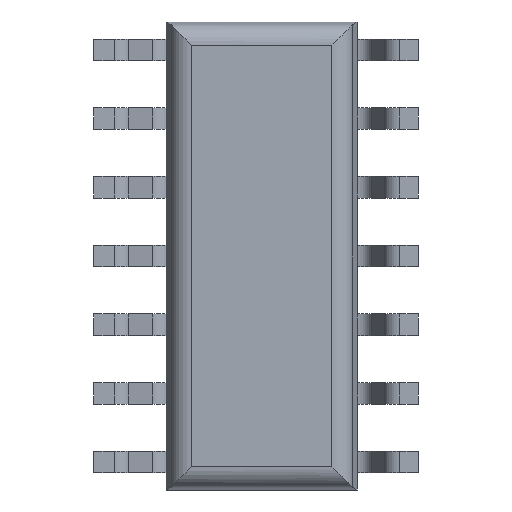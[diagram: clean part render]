
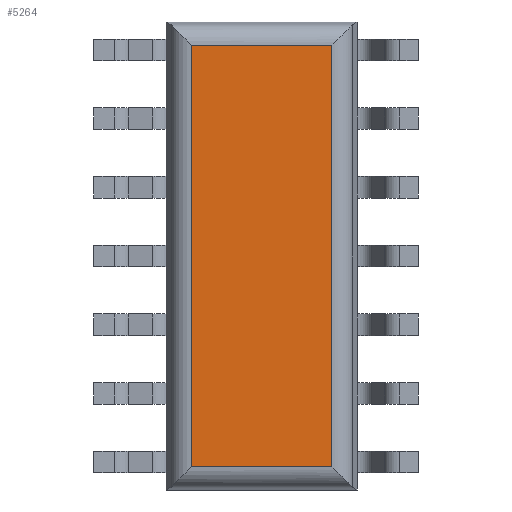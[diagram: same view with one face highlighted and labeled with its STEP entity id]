
A CAD part, front view. The second image highlights one B-rep face of the part: STEP entity #5264.
In plain terms, the highlighted planar face has unit normal (0, -1, 0).
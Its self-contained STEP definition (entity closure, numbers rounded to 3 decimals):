
#58 = LINE ( 'NONE', #3609, #3198 ) ;
#92 = DIRECTION ( 'NONE',  ( 0., 0., -1. ) ) ;
#181 = CARTESIAN_POINT ( 'NONE',  ( -61.818, 0.533, -7.505 ) ) ;
#442 = VERTEX_POINT ( 'NONE', #2445 ) ;
#474 = LINE ( 'NONE', #2645, #3105 ) ;
#1131 = LINE ( 'NONE', #2931, #3438 ) ;
#1311 = VECTOR ( 'NONE', #4527, 1000. ) ;
#1446 = EDGE_LOOP ( 'NONE', ( #3788, #4040, #5511, #1848 ) ) ;
#1628 = CARTESIAN_POINT ( 'NONE',  ( -59.222, 0.533, 0.285 ) ) ;
#1710 = DIRECTION ( 'NONE',  ( 0., 0., -1. ) ) ;
#1848 = ORIENTED_EDGE ( 'NONE', *, *, #3422, .T. ) ;
#2445 = CARTESIAN_POINT ( 'NONE',  ( -61.818, 0.533, 0.285 ) ) ;
#2570 = DIRECTION ( 'NONE',  ( 0., 0., 1. ) ) ;
#2621 = VERTEX_POINT ( 'NONE', #5797 ) ;
#2645 = CARTESIAN_POINT ( 'NONE',  ( -61.818, 0.533, 0. ) ) ;
#2726 = AXIS2_PLACEMENT_3D ( 'NONE', #3258, #3767, #92 ) ;
#2931 = CARTESIAN_POINT ( 'NONE',  ( -59.222, 0.533, 0. ) ) ;
#2978 = EDGE_CURVE ( 'NONE', #2621, #5393, #1131, .T. ) ;
#3105 = VECTOR ( 'NONE', #1710, 1000. ) ;
#3198 = VECTOR ( 'NONE', #4530, 1000. ) ;
#3258 = CARTESIAN_POINT ( 'NONE',  ( 0., 0.533, 0. ) ) ;
#3422 = EDGE_CURVE ( 'NONE', #442, #4451, #474, .T. ) ;
#3438 = VECTOR ( 'NONE', #2570, 1000. ) ;
#3609 = CARTESIAN_POINT ( 'NONE',  ( 0., 0.533, 0.285 ) ) ;
#3675 = FACE_OUTER_BOUND ( 'NONE', #1446, .T. ) ;
#3767 = DIRECTION ( 'NONE',  ( 0., -1., 0. ) ) ;
#3788 = ORIENTED_EDGE ( 'NONE', *, *, #3952, .T. ) ;
#3952 = EDGE_CURVE ( 'NONE', #4451, #2621, #5535, .T. ) ;
#4040 = ORIENTED_EDGE ( 'NONE', *, *, #2978, .T. ) ;
#4451 = VERTEX_POINT ( 'NONE', #181 ) ;
#4527 = DIRECTION ( 'NONE',  ( 1., 0., 0. ) ) ;
#4530 = DIRECTION ( 'NONE',  ( -1., 0., 0. ) ) ;
#5264 = ADVANCED_FACE ( 'NONE', ( #3675 ), #5521, .T. ) ;
#5393 = VERTEX_POINT ( 'NONE', #1628 ) ;
#5419 = CARTESIAN_POINT ( 'NONE',  ( 0., 0.533, -7.505 ) ) ;
#5511 = ORIENTED_EDGE ( 'NONE', *, *, #5591, .T. ) ;
#5521 = PLANE ( 'NONE',  #2726 ) ;
#5535 = LINE ( 'NONE', #5419, #1311 ) ;
#5591 = EDGE_CURVE ( 'NONE', #5393, #442, #58, .T. ) ;
#5797 = CARTESIAN_POINT ( 'NONE',  ( -59.222, 0.533, -7.505 ) ) ;
